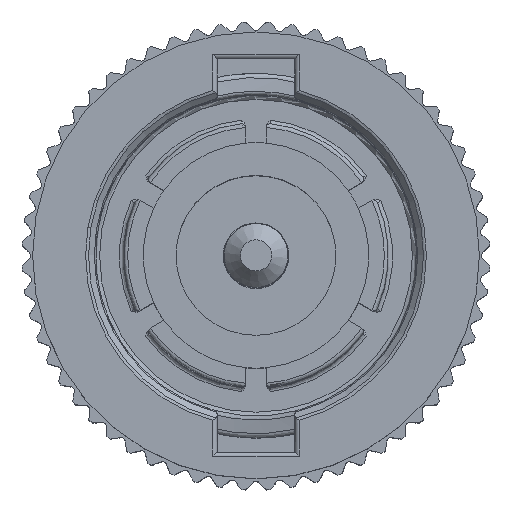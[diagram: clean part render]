
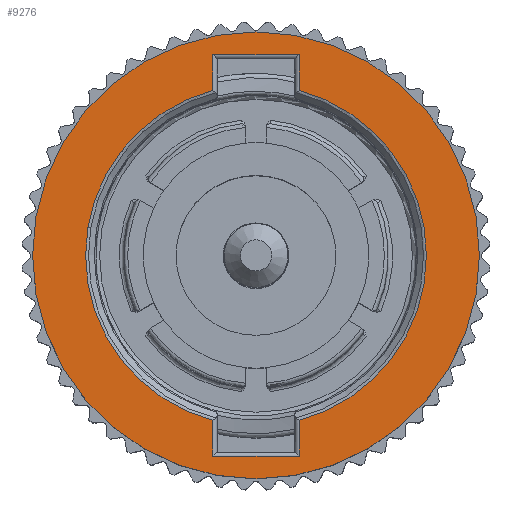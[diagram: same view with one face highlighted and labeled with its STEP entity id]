
A CAD part, top view. The second image highlights one B-rep face of the part: STEP entity #9276.
In plain terms, the highlighted planar face has unit normal (0, 0, 1).
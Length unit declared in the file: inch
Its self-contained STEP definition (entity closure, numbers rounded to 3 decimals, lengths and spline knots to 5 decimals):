
#86=LINE('',#13749,#597);
#89=LINE('',#13761,#600);
#90=LINE('',#13780,#601);
#93=LINE('',#13790,#604);
#95=LINE('',#13795,#606);
#97=LINE('',#13800,#608);
#597=VECTOR('',#11298,0.3937);
#600=VECTOR('',#11309,0.3937);
#601=VECTOR('',#11332,0.3937);
#604=VECTOR('',#11341,0.3937);
#606=VECTOR('',#11347,0.3937);
#608=VECTOR('',#11353,0.3937);
#1173=PLANE('',#10005);
#1789=FACE_BOUND('',#2639,.T.);
#1958=FACE_OUTER_BOUND('',#2638,.T.);
#2638=EDGE_LOOP('',(#6084));
#2639=EDGE_LOOP('',(#6085,#6086,#6087,#6088,#6089,#6090,#6091,#6092));
#3195=CIRCLE('',#9976,0.20782);
#3197=CIRCLE('',#9980,0.20782);
#3201=CIRCLE('',#10006,0.2725);
#3660=VERTEX_POINT('',#13747);
#3661=VERTEX_POINT('',#13748);
#3666=VERTEX_POINT('',#13760);
#3667=VERTEX_POINT('',#13764);
#3669=VERTEX_POINT('',#13770);
#3670=VERTEX_POINT('',#13771);
#3673=VERTEX_POINT('',#13779);
#3677=VERTEX_POINT('',#13789);
#3697=VERTEX_POINT('',#13845);
#4565=EDGE_CURVE('',#3660,#3661,#86,.T.);
#4571=EDGE_CURVE('',#3661,#3666,#89,.T.);
#4573=EDGE_CURVE('',#3667,#3660,#3195,.T.);
#4576=EDGE_CURVE('',#3669,#3670,#3197,.T.);
#4580=EDGE_CURVE('',#3670,#3673,#90,.T.);
#4585=EDGE_CURVE('',#3673,#3677,#93,.T.);
#4588=EDGE_CURVE('',#3677,#3667,#95,.T.);
#4591=EDGE_CURVE('',#3666,#3669,#97,.T.);
#4614=EDGE_CURVE('',#3697,#3697,#3201,.T.);
#6084=ORIENTED_EDGE('',*,*,#4614,.F.);
#6085=ORIENTED_EDGE('',*,*,#4576,.F.);
#6086=ORIENTED_EDGE('',*,*,#4591,.F.);
#6087=ORIENTED_EDGE('',*,*,#4571,.F.);
#6088=ORIENTED_EDGE('',*,*,#4565,.F.);
#6089=ORIENTED_EDGE('',*,*,#4573,.F.);
#6090=ORIENTED_EDGE('',*,*,#4588,.F.);
#6091=ORIENTED_EDGE('',*,*,#4585,.F.);
#6092=ORIENTED_EDGE('',*,*,#4580,.F.);
#9276=ADVANCED_FACE('',(#1958,#1789),#1173,.T.);
#9976=AXIS2_PLACEMENT_3D('',#13765,#11314,#11315);
#9980=AXIS2_PLACEMENT_3D('',#13772,#11322,#11323);
#10005=AXIS2_PLACEMENT_3D('',#13844,#11393,#11394);
#10006=AXIS2_PLACEMENT_3D('',#13846,#11395,#11396);
#11298=DIRECTION('',(0.,-1.,0.));
#11309=DIRECTION('',(1.,0.,0.));
#11314=DIRECTION('center_axis',(0.,0.,
1.));
#11315=DIRECTION('ref_axis',(-1.,0.,0.));
#11322=DIRECTION('center_axis',(0.,0.,
1.));
#11323=DIRECTION('ref_axis',(1.,0.,0.));
#11332=DIRECTION('',(0.,1.,0.));
#11341=DIRECTION('',(-1.,0.,0.));
#11347=DIRECTION('',(0.,-1.,0.));
#11353=DIRECTION('',(0.,1.,0.));
#11393=DIRECTION('center_axis',(0.,0.,
1.));
#11394=DIRECTION('ref_axis',(-1.,0.,0.));
#11395=DIRECTION('center_axis',(0.,0.,
-1.));
#11396=DIRECTION('ref_axis',(0.,-1.,0.));
#13747=CARTESIAN_POINT('',(-0.0525,-0.20108,0.));
#13748=CARTESIAN_POINT('',(-0.0525,-0.2449,0.));
#13749=CARTESIAN_POINT('',(-0.0525,-0.16307,0.));
#13760=CARTESIAN_POINT('',(0.0525,-0.2449,0.));
#13761=CARTESIAN_POINT('',(-0.02375,-0.2449,0.));
#13764=CARTESIAN_POINT('',(-0.0525,0.20108,0.));
#13765=CARTESIAN_POINT('Origin',(0.,0.,
0.));
#13770=CARTESIAN_POINT('',(0.0525,-0.20108,0.));
#13771=CARTESIAN_POINT('',(0.0525,0.20108,0.));
#13772=CARTESIAN_POINT('Origin',(0.,0.,
0.));
#13779=CARTESIAN_POINT('',(0.0525,0.2449,0.));
#13780=CARTESIAN_POINT('',(0.0525,0.02682,0.));
#13789=CARTESIAN_POINT('',(-0.0525,0.2449,0.));
#13790=CARTESIAN_POINT('',(0.02375,0.2449,0.));
#13795=CARTESIAN_POINT('',(-0.0525,0.05182,0.));
#13800=CARTESIAN_POINT('',(0.0525,-0.18807,0.));
#13844=CARTESIAN_POINT('Origin',(0.,-0.13625,0.));
#13845=CARTESIAN_POINT('',(0.,-0.2725,0.));
#13846=CARTESIAN_POINT('Origin',(0.,0.,
0.));
